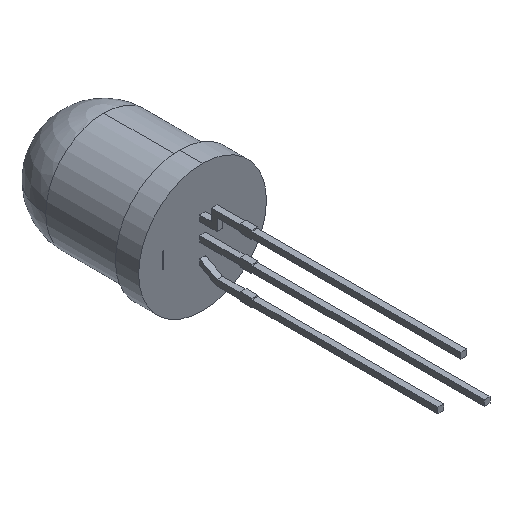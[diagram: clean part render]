
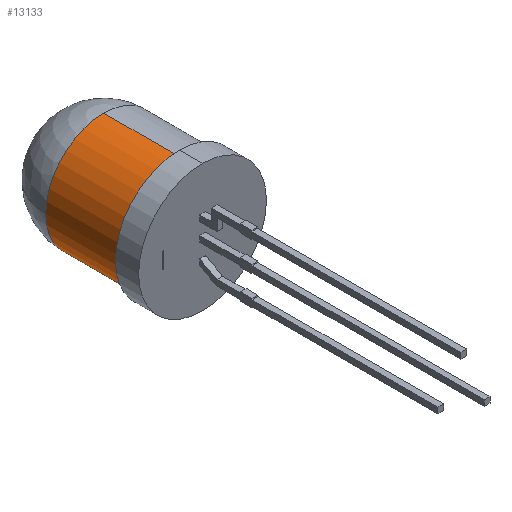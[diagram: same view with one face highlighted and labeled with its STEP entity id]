
A CAD part, isometric view. The second image highlights one B-rep face of the part: STEP entity #13133.
In plain terms, the highlighted cylindrical face has radius 5 mm (diameter 10 mm), a partial arc.
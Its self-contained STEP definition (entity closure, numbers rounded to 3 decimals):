
#1126 = EDGE_CURVE ( 'NONE', #7264, #7255, #5509, .T. ) ;
#1423 = CARTESIAN_POINT ( 'NONE',  ( 0., 0., 0. ) ) ;
#1424 = DIRECTION ( 'NONE',  ( 0., -1., 0. ) ) ;
#1425 = DIRECTION ( 'NONE',  ( 0., 0., -1. ) ) ;
#1426 = CARTESIAN_POINT ( 'NONE',  ( 0., 6.5, 0. ) ) ;
#1433 = DIRECTION ( 'NONE',  ( 0., -1., 0. ) ) ;
#1434 = DIRECTION ( 'NONE',  ( 0., 0., -1. ) ) ;
#1525 = CARTESIAN_POINT ( 'NONE',  ( 0., 0., 0. ) ) ;
#1526 = DIRECTION ( 'NONE',  ( 0., -1., 0. ) ) ;
#1527 = DIRECTION ( 'NONE',  ( 0., 0., -1. ) ) ;
#2198 = VECTOR ( 'NONE', #5511, 1000. ) ;
#4232 = AXIS2_PLACEMENT_3D ( 'NONE', #12489, #12541, #12542 ) ;
#4244 = VECTOR ( 'NONE', #12646, 1000. ) ;
#4425 = FACE_OUTER_BOUND ( 'NONE', #8897, .T. ) ;
#4426 = AXIS2_PLACEMENT_3D ( 'NONE', #1525, #1526, #1527 ) ;
#4427 = CYLINDRICAL_SURFACE ( 'NONE', #4426, 5. ) ;
#4498 = AXIS2_PLACEMENT_3D ( 'NONE', #1423, #1424, #1425 ) ;
#4503 = AXIS2_PLACEMENT_3D ( 'NONE', #1426, #1433, #1434 ) ;
#5509 = LINE ( 'NONE', #5510, #2198 ) ;
#5510 = CARTESIAN_POINT ( 'NONE',  ( 0., 0., 5. ) ) ;
#5511 = DIRECTION ( 'NONE',  ( 0., -1., 0. ) ) ;
#6012 = CARTESIAN_POINT ( 'NONE',  ( 0., 0., 5. ) ) ;
#6016 = CARTESIAN_POINT ( 'NONE',  ( -5., 6.5, 0. ) ) ;
#6017 = CARTESIAN_POINT ( 'NONE',  ( 0., 6.5, -5. ) ) ;
#6018 = CARTESIAN_POINT ( 'NONE',  ( 0., 0., -5. ) ) ;
#6021 = CARTESIAN_POINT ( 'NONE',  ( 0., 6.5, 5. ) ) ;
#7255 = VERTEX_POINT ( 'NONE', #6012 ) ;
#7259 = VERTEX_POINT ( 'NONE', #6016 ) ;
#7260 = VERTEX_POINT ( 'NONE', #6017 ) ;
#7261 = VERTEX_POINT ( 'NONE', #6018 ) ;
#7264 = VERTEX_POINT ( 'NONE', #6021 ) ;
#7415 = ORIENTED_EDGE ( 'NONE', *, *, #13120, .F. ) ;
#7419 = ORIENTED_EDGE ( 'NONE', *, *, #13123, .T. ) ;
#7421 = ORIENTED_EDGE ( 'NONE', *, *, #1126, .F. ) ;
#7422 = ORIENTED_EDGE ( 'NONE', *, *, #11077, .T. ) ;
#7554 = ORIENTED_EDGE ( 'NONE', *, *, #11090, .T. ) ;
#8897 = EDGE_LOOP ( 'NONE', ( #7421, #7422, #7419, #7554, #7415 ) ) ;
#10904 = CIRCLE ( 'NONE', #4232, 5. ) ;
#10910 = CIRCLE ( 'NONE', #4498, 5. ) ;
#10993 = CIRCLE ( 'NONE', #4503, 5. ) ;
#11077 = EDGE_CURVE ( 'NONE', #7264, #7259, #10904, .T. ) ;
#11090 = EDGE_CURVE ( 'NONE', #7260, #7261, #12644, .T. ) ;
#12489 = CARTESIAN_POINT ( 'NONE',  ( 0., 6.5, 0. ) ) ;
#12541 = DIRECTION ( 'NONE',  ( 0., -1., 0. ) ) ;
#12542 = DIRECTION ( 'NONE',  ( 0., 0., -1. ) ) ;
#12644 = LINE ( 'NONE', #12645, #4244 ) ;
#12645 = CARTESIAN_POINT ( 'NONE',  ( 0., 0., -5. ) ) ;
#12646 = DIRECTION ( 'NONE',  ( 0., -1., 0. ) ) ;
#13120 = EDGE_CURVE ( 'NONE', #7255, #7261, #10910, .T. ) ;
#13123 = EDGE_CURVE ( 'NONE', #7259, #7260, #10993, .T. ) ;
#13133 = ADVANCED_FACE ( 'NONE', ( #4425 ), #4427, .T. ) ;
